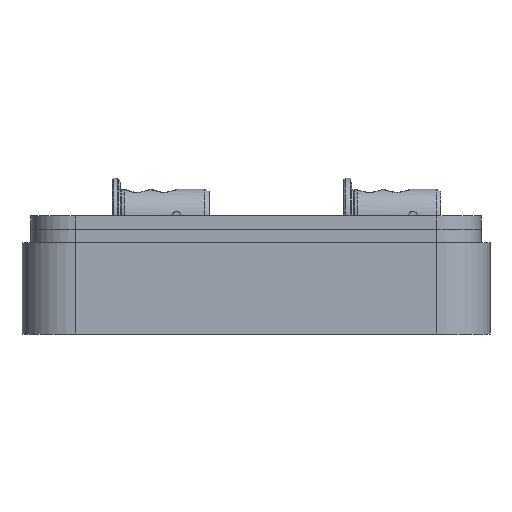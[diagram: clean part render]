
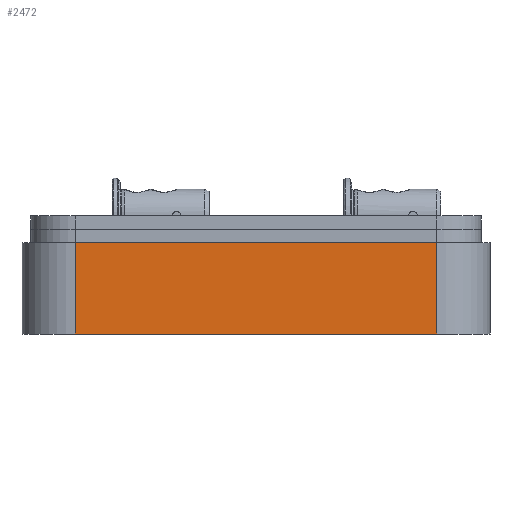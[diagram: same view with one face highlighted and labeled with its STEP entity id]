
A CAD part, left-side view. The second image highlights one B-rep face of the part: STEP entity #2472.
In plain terms, the highlighted planar face has unit normal (-1, 0, 0).
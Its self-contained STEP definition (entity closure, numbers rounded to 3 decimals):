
#884 = EDGE_CURVE ( 'NONE', #12000, #1938, #7115, .T. ) ;
#920 = DIRECTION ( 'NONE',  ( 0., -1., 0. ) ) ;
#1615 = DIRECTION ( 'NONE',  ( 1., 0., 0. ) ) ;
#1676 = CARTESIAN_POINT ( 'NONE',  ( 0., 12., 26.5 ) ) ;
#1938 = VERTEX_POINT ( 'NONE', #10905 ) ;
#1967 = VECTOR ( 'NONE', #8475, 1000. ) ;
#2211 = VERTEX_POINT ( 'NONE', #9182 ) ;
#2472 = ADVANCED_FACE ( 'NONE', ( #2620 ), #6735, .F. ) ;
#2534 = VERTEX_POINT ( 'NONE', #13182 ) ;
#2620 = FACE_OUTER_BOUND ( 'NONE', #7528, .T. ) ;
#3492 = DIRECTION ( 'NONE',  ( 0., 0., -1. ) ) ;
#3576 = DIRECTION ( 'NONE',  ( 0., 0., -1. ) ) ;
#4308 = LINE ( 'NONE', #4377, #1967 ) ;
#4350 = VECTOR ( 'NONE', #6790, 1000. ) ;
#4377 = CARTESIAN_POINT ( 'NONE',  ( 0., 12., 0. ) ) ;
#4642 = VECTOR ( 'NONE', #920, 1000. ) ;
#6658 = LINE ( 'NONE', #12839, #4350 ) ;
#6735 = PLANE ( 'NONE',  #12565 ) ;
#6790 = DIRECTION ( 'NONE',  ( 0., 0., -1. ) ) ;
#7115 = LINE ( 'NONE', #8053, #4642 ) ;
#7528 = EDGE_LOOP ( 'NONE', ( #8393, #9819, #11262, #8652 ) ) ;
#7800 = VECTOR ( 'NONE', #3492, 1000. ) ;
#8053 = CARTESIAN_POINT ( 'NONE',  ( 0., 12., 20.5 ) ) ;
#8393 = ORIENTED_EDGE ( 'NONE', *, *, #12760, .F. ) ;
#8475 = DIRECTION ( 'NONE',  ( 0., -1., 0. ) ) ;
#8606 = LINE ( 'NONE', #12703, #7800 ) ;
#8652 = ORIENTED_EDGE ( 'NONE', *, *, #11367, .T. ) ;
#9049 = CARTESIAN_POINT ( 'NONE',  ( 0., 93., 20.5 ) ) ;
#9182 = CARTESIAN_POINT ( 'NONE',  ( 0., 12., 0. ) ) ;
#9819 = ORIENTED_EDGE ( 'NONE', *, *, #884, .F. ) ;
#10905 = CARTESIAN_POINT ( 'NONE',  ( 0., 12., 20.5 ) ) ;
#11185 = EDGE_CURVE ( 'NONE', #12000, #2534, #6658, .T. ) ;
#11262 = ORIENTED_EDGE ( 'NONE', *, *, #11185, .T. ) ;
#11367 = EDGE_CURVE ( 'NONE', #2534, #2211, #4308, .T. ) ;
#12000 = VERTEX_POINT ( 'NONE', #9049 ) ;
#12565 = AXIS2_PLACEMENT_3D ( 'NONE', #1676, #1615, #3576 ) ;
#12703 = CARTESIAN_POINT ( 'NONE',  ( 0., 12., 26.5 ) ) ;
#12760 = EDGE_CURVE ( 'NONE', #1938, #2211, #8606, .T. ) ;
#12839 = CARTESIAN_POINT ( 'NONE',  ( 0., 93., 26.5 ) ) ;
#13182 = CARTESIAN_POINT ( 'NONE',  ( 0., 93., 0. ) ) ;
